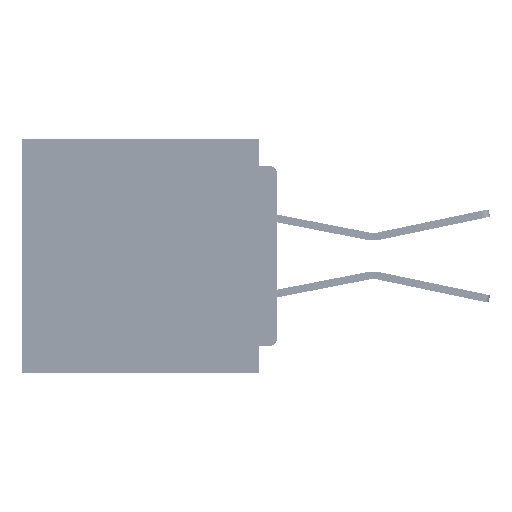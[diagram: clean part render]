
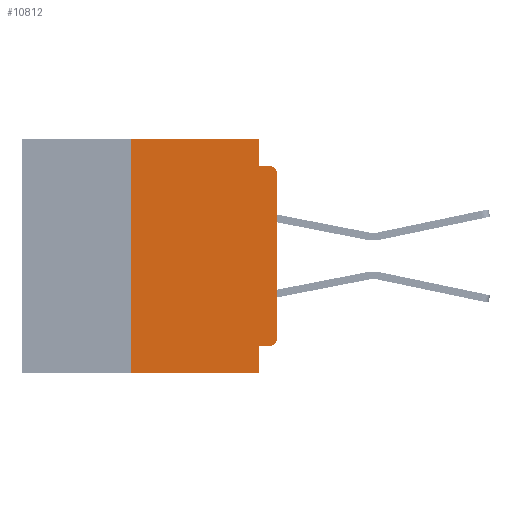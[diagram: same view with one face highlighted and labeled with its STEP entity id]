
A CAD part, left-side view. The second image highlights one B-rep face of the part: STEP entity #10812.
In plain terms, the highlighted planar face has unit normal (-1, 0, 0).
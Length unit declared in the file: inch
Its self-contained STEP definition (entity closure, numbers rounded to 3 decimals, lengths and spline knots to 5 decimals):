
#1223 = CARTESIAN_POINT ( 'NONE',  ( 0., 0., -0.045 ) ) ;
#2549 = FACE_OUTER_BOUND ( 'NONE', #71509, .T. ) ;
#2619 = EDGE_CURVE ( 'NONE', #42838, #57565, #61314, .T. ) ;
#2622 = VECTOR ( 'NONE', #34371, 39.37008 ) ;
#7308 = CARTESIAN_POINT ( 'NONE',  ( 0., 0.25, -0.4 ) ) ;
#7850 = VECTOR ( 'NONE', #11218, 39.37008 ) ;
#9983 = VECTOR ( 'NONE', #53692, 39.37008 ) ;
#10812 = ADVANCED_FACE ( 'NONE', ( #2549 ), #18890, .F. ) ;
#11169 = DIRECTION ( 'NONE',  ( 0., 0., 1. ) ) ;
#11218 = DIRECTION ( 'NONE',  ( 0., -1., 0. ) ) ;
#12189 = AXIS2_PLACEMENT_3D ( 'NONE', #56164, #23163, #61698 ) ;
#15113 = VERTEX_POINT ( 'NONE', #53379 ) ;
#15180 = CARTESIAN_POINT ( 'NONE',  ( 0., 0.437, -0.4 ) ) ;
#17357 = ORIENTED_EDGE ( 'NONE', *, *, #22772, .F. ) ;
#18480 = VECTOR ( 'NONE', #24894, 39.37008 ) ;
#18708 = DIRECTION ( 'NONE',  ( 0., 1., 0. ) ) ;
#18890 = PLANE ( 'NONE',  #68158 ) ;
#19151 = ORIENTED_EDGE ( 'NONE', *, *, #24516, .F. ) ;
#19381 = CIRCLE ( 'NONE', #53241, 0.015 ) ;
#19629 = CARTESIAN_POINT ( 'NONE',  ( 0., 0.015, -0.045 ) ) ;
#20846 = VECTOR ( 'NONE', #30764, 39.37008 ) ;
#21260 = ORIENTED_EDGE ( 'NONE', *, *, #68932, .T. ) ;
#22772 = EDGE_CURVE ( 'NONE', #15113, #40521, #70922, .T. ) ;
#22826 = VECTOR ( 'NONE', #18708, 39.37008 ) ;
#22900 = LINE ( 'NONE', #15180, #9983 ) ;
#23163 = DIRECTION ( 'NONE',  ( -1., 0., 0. ) ) ;
#24243 = LINE ( 'NONE', #66119, #7850 ) ;
#24516 = EDGE_CURVE ( 'NONE', #40521, #42838, #24243, .T. ) ;
#24815 = VERTEX_POINT ( 'NONE', #19629 ) ;
#24894 = DIRECTION ( 'NONE',  ( 0., 0., -1. ) ) ;
#27346 = CIRCLE ( 'NONE', #12189, 0.015 ) ;
#27937 = CARTESIAN_POINT ( 'NONE',  ( 0., 0.015, -0.06 ) ) ;
#28058 = CARTESIAN_POINT ( 'NONE',  ( 0., 0.031, 0. ) ) ;
#28250 = EDGE_CURVE ( 'NONE', #60465, #37817, #27346, .T. ) ;
#29926 = CARTESIAN_POINT ( 'NONE',  ( 0., 0.437, 0. ) ) ;
#30764 = DIRECTION ( 'NONE',  ( 0., 0., -1. ) ) ;
#30947 = ORIENTED_EDGE ( 'NONE', *, *, #64988, .T. ) ;
#32157 = CARTESIAN_POINT ( 'NONE',  ( 0., 0.031, -0.355 ) ) ;
#32185 = VERTEX_POINT ( 'NONE', #38805 ) ;
#33510 = DIRECTION ( 'NONE',  ( 0., 0., -1. ) ) ;
#34360 = VECTOR ( 'NONE', #11169, 39.37008 ) ;
#34371 = DIRECTION ( 'NONE',  ( 0., -1., 0. ) ) ;
#34419 = ORIENTED_EDGE ( 'NONE', *, *, #28250, .T. ) ;
#35084 = CARTESIAN_POINT ( 'NONE',  ( 0., 0., -0.355 ) ) ;
#35667 = VERTEX_POINT ( 'NONE', #32157 ) ;
#36011 = CARTESIAN_POINT ( 'NONE',  ( 0., 0.031, -0.4 ) ) ;
#37525 = LINE ( 'NONE', #35084, #22826 ) ;
#37817 = VERTEX_POINT ( 'NONE', #45077 ) ;
#38615 = CARTESIAN_POINT ( 'NONE',  ( 0., 0.25, 0. ) ) ;
#38805 = CARTESIAN_POINT ( 'NONE',  ( 0., 0.031, -0.4 ) ) ;
#39011 = VERTEX_POINT ( 'NONE', #67088 ) ;
#39669 = CARTESIAN_POINT ( 'NONE',  ( 0., 0.015, -0.355 ) ) ;
#39961 = ORIENTED_EDGE ( 'NONE', *, *, #67229, .F. ) ;
#40521 = VERTEX_POINT ( 'NONE', #38615 ) ;
#40566 = EDGE_CURVE ( 'NONE', #39011, #24815, #19381, .T. ) ;
#42838 = VERTEX_POINT ( 'NONE', #28058 ) ;
#45077 = CARTESIAN_POINT ( 'NONE',  ( 0., 0., -0.34 ) ) ;
#45214 = ORIENTED_EDGE ( 'NONE', *, *, #56902, .F. ) ;
#49461 = DIRECTION ( 'NONE',  ( 0., 0., -1. ) ) ;
#50245 = EDGE_CURVE ( 'NONE', #60465, #35667, #37525, .T. ) ;
#51446 = DIRECTION ( 'NONE',  ( 0., 0., 1. ) ) ;
#53241 = AXIS2_PLACEMENT_3D ( 'NONE', #27937, #66508, #33510 ) ;
#53379 = CARTESIAN_POINT ( 'NONE',  ( 0., 0.25, -0.4 ) ) ;
#53692 = DIRECTION ( 'NONE',  ( 0., -1., 0. ) ) ;
#54536 = ORIENTED_EDGE ( 'NONE', *, *, #40566, .T. ) ;
#56164 = CARTESIAN_POINT ( 'NONE',  ( 0., 0.015, -0.34 ) ) ;
#56902 = EDGE_CURVE ( 'NONE', #35667, #32185, #62388, .T. ) ;
#57301 = CARTESIAN_POINT ( 'NONE',  ( 0., 0.031, -0.045 ) ) ;
#57565 = VERTEX_POINT ( 'NONE', #57301 ) ;
#58221 = ORIENTED_EDGE ( 'NONE', *, *, #50245, .F. ) ;
#60465 = VERTEX_POINT ( 'NONE', #39669 ) ;
#61314 = LINE ( 'NONE', #63775, #20846 ) ;
#61345 = LINE ( 'NONE', #1223, #2622 ) ;
#61698 = DIRECTION ( 'NONE',  ( 0., 0., -1. ) ) ;
#61904 = LINE ( 'NONE', #66307, #34360 ) ;
#62388 = LINE ( 'NONE', #36011, #18480 ) ;
#63775 = CARTESIAN_POINT ( 'NONE',  ( 0., 0.031, 0. ) ) ;
#64988 = EDGE_CURVE ( 'NONE', #15113, #32185, #22900, .T. ) ;
#66119 = CARTESIAN_POINT ( 'NONE',  ( 0., 0.437, 0. ) ) ;
#66307 = CARTESIAN_POINT ( 'NONE',  ( 0., 0., 0. ) ) ;
#66508 = DIRECTION ( 'NONE',  ( -1., 0., 0. ) ) ;
#67088 = CARTESIAN_POINT ( 'NONE',  ( 0., 0., -0.06 ) ) ;
#67229 = EDGE_CURVE ( 'NONE', #57565, #24815, #61345, .T. ) ;
#68158 = AXIS2_PLACEMENT_3D ( 'NONE', #29926, #68458, #49461 ) ;
#68458 = DIRECTION ( 'NONE',  ( 1., 0., 0. ) ) ;
#68932 = EDGE_CURVE ( 'NONE', #37817, #39011, #61904, .T. ) ;
#69184 = VECTOR ( 'NONE', #51446, 39.37008 ) ;
#69884 = ORIENTED_EDGE ( 'NONE', *, *, #2619, .F. ) ;
#70922 = LINE ( 'NONE', #7308, #69184 ) ;
#71509 = EDGE_LOOP ( 'NONE', ( #21260, #54536, #39961, #69884, #19151, #17357, #30947, #45214, #58221, #34419 ) ) ;
